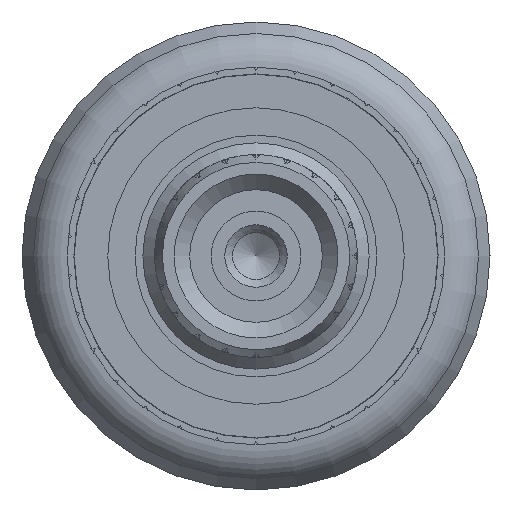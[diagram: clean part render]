
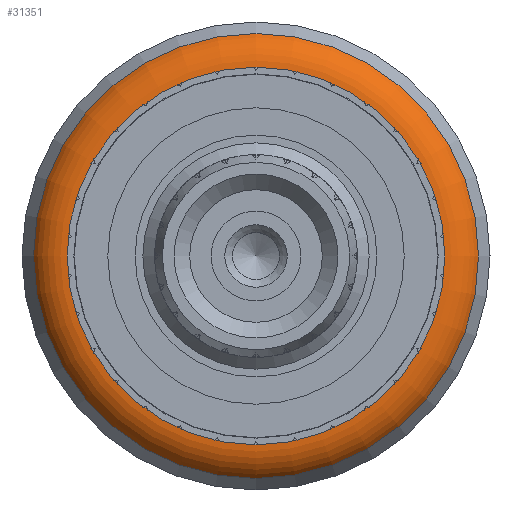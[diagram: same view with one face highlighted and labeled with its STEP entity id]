
A CAD part, left-side view. The second image highlights one B-rep face of the part: STEP entity #31351.
In plain terms, the highlighted toroidal (fillet/blend) face has major radius 2.421 mm and minor radius 0.5 mm.
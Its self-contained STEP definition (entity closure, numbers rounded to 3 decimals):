
#4859=TOROIDAL_SURFACE('',#50900,2.421,0.5);
#7075=ORIENTED_EDGE('',*,*,#17268,.F.);
#7076=ORIENTED_EDGE('',*,*,#17269,.F.);
#17268=EDGE_CURVE('',#22377,#22377,#25144,.T.);
#17269=EDGE_CURVE('',#22378,#22378,#25145,.F.);
#22377=VERTEX_POINT('',#55317);
#22378=VERTEX_POINT('',#55319);
#25144=CIRCLE('',#50901,2.853);
#25145=CIRCLE('',#50902,2.421);
#25613=EDGE_LOOP('',(#7075));
#25614=EDGE_LOOP('',(#7076));
#28218=FACE_BOUND('',#25613,.T.);
#28219=FACE_BOUND('',#25614,.T.);
#31351=ADVANCED_FACE('',(#28218,#28219),#4859,.T.);
#50900=AXIS2_PLACEMENT_3D('',#55315,#52265,#52266);
#50901=AXIS2_PLACEMENT_3D('',#55316,#52267,#52268);
#50902=AXIS2_PLACEMENT_3D('',#55318,#52269,#52270);
#52265=DIRECTION('',(1.,0.,0.));
#52266=DIRECTION('',(0.,1.,0.));
#52267=DIRECTION('',(1.,0.,0.));
#52268=DIRECTION('',(0.,1.,0.));
#52269=DIRECTION('',(1.,0.,0.));
#52270=DIRECTION('',(0.,1.,0.));
#55315=CARTESIAN_POINT('',(0.5,0.,0.));
#55316=CARTESIAN_POINT('',(0.248,0.,0.));
#55317=CARTESIAN_POINT('',(0.248,2.853,0.));
#55318=CARTESIAN_POINT('',(0.,0.,0.));
#55319=CARTESIAN_POINT('',(0.,2.421,0.));
